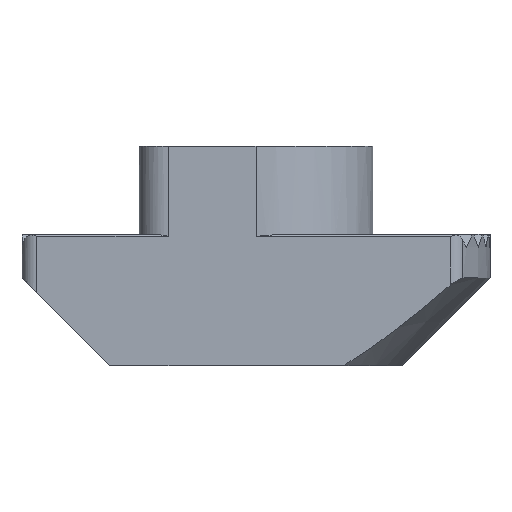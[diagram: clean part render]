
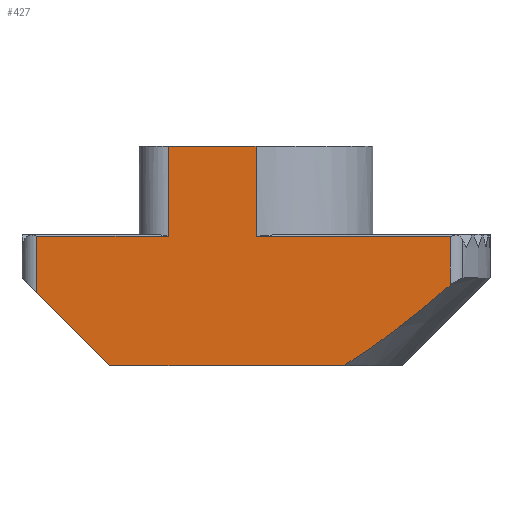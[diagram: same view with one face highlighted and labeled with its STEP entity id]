
A CAD part, front view. The second image highlights one B-rep face of the part: STEP entity #427.
In plain terms, the highlighted planar face has unit normal (0, -1, 0).
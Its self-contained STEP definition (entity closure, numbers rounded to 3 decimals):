
#25 = DIRECTION ( 'NONE',  ( 0., 0., 1. ) ) ;
#31 = ORIENTED_EDGE ( 'NONE', *, *, #1116, .T. ) ;
#235 = CARTESIAN_POINT ( 'NONE',  ( -7.5, -4., 2.5 ) ) ;
#308 = DIRECTION ( 'NONE',  ( -1., 0., 0. ) ) ;
#328 = EDGE_LOOP ( 'NONE', ( #2225, #2727, #1137, #2082, #2457, #559, #1628, #2675, #31, #780 ) ) ;
#341 = DIRECTION ( 'NONE',  ( 0., 0., -1. ) ) ;
#374 = CARTESIAN_POINT ( 'NONE',  ( -3., -4., 4.421 ) ) ;
#427 = ADVANCED_FACE ( 'NONE', ( #2520 ), #537, .F. ) ;
#537 = PLANE ( 'NONE',  #1885 ) ;
#555 = EDGE_CURVE ( 'NONE', #1922, #1418, #2704, .T. ) ;
#559 = ORIENTED_EDGE ( 'NONE', *, *, #2804, .T. ) ;
#576 = VERTEX_POINT ( 'NONE', #2335 ) ;
#620 = DIRECTION ( 'NONE',  ( 1., 0., 0. ) ) ;
#640 = CARTESIAN_POINT ( 'NONE',  ( -8., -4., 3. ) ) ;
#646 = EDGE_CURVE ( 'NONE', #886, #1915, #2000, .T. ) ;
#666 = LINE ( 'NONE', #722, #1251 ) ;
#701 = VECTOR ( 'NONE', #25, 1000. ) ;
#722 = CARTESIAN_POINT ( 'NONE',  ( -8., -4., 0. ) ) ;
#764 = DIRECTION ( 'NONE',  ( 0., 1., 0. ) ) ;
#780 = ORIENTED_EDGE ( 'NONE', *, *, #1652, .F. ) ;
#792 = CARTESIAN_POINT ( 'NONE',  ( 0., -4., 7.5 ) ) ;
#822 = VERTEX_POINT ( 'NONE', #1269 ) ;
#823 = CARTESIAN_POINT ( 'NONE',  ( 6.633, -4., 2.746 ) ) ;
#852 = CARTESIAN_POINT ( 'NONE',  ( 6.633, -4., 4.421 ) ) ;
#853 = DIRECTION ( 'NONE',  ( 0.707, 0., -0.707 ) ) ;
#886 = VERTEX_POINT ( 'NONE', #2162 ) ;
#981 = CARTESIAN_POINT ( 'NONE',  ( -8., -4., 4.5 ) ) ;
#988 = VECTOR ( 'NONE', #1448, 1000. ) ;
#1007 = LINE ( 'NONE', #792, #2086 ) ;
#1029 = CARTESIAN_POINT ( 'NONE',  ( 3.655, -4., 0.393 ) ) ;
#1051 = DIRECTION ( 'NONE',  ( 0., 0., -1. ) ) ;
#1115 = CARTESIAN_POINT ( 'NONE',  ( -3., -4., 7.5 ) ) ;
#1116 = EDGE_CURVE ( 'NONE', #2315, #576, #2701, .T. ) ;
#1137 = ORIENTED_EDGE ( 'NONE', *, *, #2157, .T. ) ;
#1146 = VERTEX_POINT ( 'NONE', #1231 ) ;
#1180 = EDGE_CURVE ( 'NONE', #1606, #2251, #2714, .T. ) ;
#1185 = VECTOR ( 'NONE', #620, 1000. ) ;
#1231 = CARTESIAN_POINT ( 'NONE',  ( 0., -4., 7.5 ) ) ;
#1236 = DIRECTION ( 'NONE',  ( 0., 0., -1. ) ) ;
#1249 = CARTESIAN_POINT ( 'NONE',  ( 5.471, -4., 1.767 ) ) ;
#1251 = VECTOR ( 'NONE', #2031, 1000. ) ;
#1269 = CARTESIAN_POINT ( 'NONE',  ( -5., -4., 0. ) ) ;
#1418 = VERTEX_POINT ( 'NONE', #374 ) ;
#1448 = DIRECTION ( 'NONE',  ( -1., 0., 0. ) ) ;
#1464 = VECTOR ( 'NONE', #308, 1000. ) ;
#1474 = CARTESIAN_POINT ( 'NONE',  ( 6.633, -4., 2.746 ) ) ;
#1606 = VERTEX_POINT ( 'NONE', #2301 ) ;
#1628 = ORIENTED_EDGE ( 'NONE', *, *, #1180, .T. ) ;
#1652 = EDGE_CURVE ( 'NONE', #1146, #576, #1007, .T. ) ;
#1788 = EDGE_CURVE ( 'NONE', #1922, #1146, #2314, .T. ) ;
#1833 = EDGE_CURVE ( 'NONE', #1915, #822, #2258, .T. ) ;
#1864 = CARTESIAN_POINT ( 'NONE',  ( -7.5, -4., 4.5 ) ) ;
#1867 = LINE ( 'NONE', #2005, #701 ) ;
#1885 = AXIS2_PLACEMENT_3D ( 'NONE', #981, #764, #2280 ) ;
#1915 = VERTEX_POINT ( 'NONE', #235 ) ;
#1922 = VERTEX_POINT ( 'NONE', #1115 ) ;
#2000 = LINE ( 'NONE', #1864, #2489 ) ;
#2005 = CARTESIAN_POINT ( 'NONE',  ( 6.633, -4., 4.5 ) ) ;
#2031 = DIRECTION ( 'NONE',  ( 1., 0., 0. ) ) ;
#2082 = ORIENTED_EDGE ( 'NONE', *, *, #646, .T. ) ;
#2083 = CARTESIAN_POINT ( 'NONE',  ( -8., -4., 4.421 ) ) ;
#2086 = VECTOR ( 'NONE', #1236, 1000. ) ;
#2130 = VECTOR ( 'NONE', #1051, 1000. ) ;
#2157 = EDGE_CURVE ( 'NONE', #1418, #886, #2589, .T. ) ;
#2162 = CARTESIAN_POINT ( 'NONE',  ( -7.5, -4., 4.421 ) ) ;
#2182 = VECTOR ( 'NONE', #853, 1000. ) ;
#2225 = ORIENTED_EDGE ( 'NONE', *, *, #1788, .F. ) ;
#2251 = VERTEX_POINT ( 'NONE', #823 ) ;
#2258 = LINE ( 'NONE', #640, #2182 ) ;
#2280 = DIRECTION ( 'NONE',  ( 0., 0., 1. ) ) ;
#2301 = CARTESIAN_POINT ( 'NONE',  ( 3., -4., 0. ) ) ;
#2314 = LINE ( 'NONE', #2766, #1185 ) ;
#2315 = VERTEX_POINT ( 'NONE', #852 ) ;
#2316 = CARTESIAN_POINT ( 'NONE',  ( 4.27, -4., 0.838 ) ) ;
#2335 = CARTESIAN_POINT ( 'NONE',  ( 0., -4., 4.421 ) ) ;
#2454 = CARTESIAN_POINT ( 'NONE',  ( -8., -4., 4.421 ) ) ;
#2457 = ORIENTED_EDGE ( 'NONE', *, *, #1833, .T. ) ;
#2467 = EDGE_CURVE ( 'NONE', #2251, #2315, #1867, .T. ) ;
#2489 = VECTOR ( 'NONE', #341, 1000. ) ;
#2520 = FACE_OUTER_BOUND ( 'NONE', #328, .T. ) ;
#2525 = CARTESIAN_POINT ( 'NONE',  ( 3., -4., 0. ) ) ;
#2540 = CARTESIAN_POINT ( 'NONE',  ( -3., -4., 4.5 ) ) ;
#2589 = LINE ( 'NONE', #2454, #1464 ) ;
#2675 = ORIENTED_EDGE ( 'NONE', *, *, #2467, .T. ) ;
#2701 = LINE ( 'NONE', #2083, #988 ) ;
#2704 = LINE ( 'NONE', #2540, #2130 ) ;
#2714 = B_SPLINE_CURVE_WITH_KNOTS ( 'NONE', 3,
 ( #2525, #1029, #2316, #1249, #2745, #1474 ),
 .UNSPECIFIED., .F., .F.,
 ( 4, 2, 4 ),
 ( 0., 0.002, 0.005 ),
 .UNSPECIFIED. ) ;
#2727 = ORIENTED_EDGE ( 'NONE', *, *, #555, .T. ) ;
#2745 = CARTESIAN_POINT ( 'NONE',  ( 6.056, -4., 2.251 ) ) ;
#2766 = CARTESIAN_POINT ( 'NONE',  ( -4., -4., 7.5 ) ) ;
#2804 = EDGE_CURVE ( 'NONE', #822, #1606, #666, .T. ) ;
